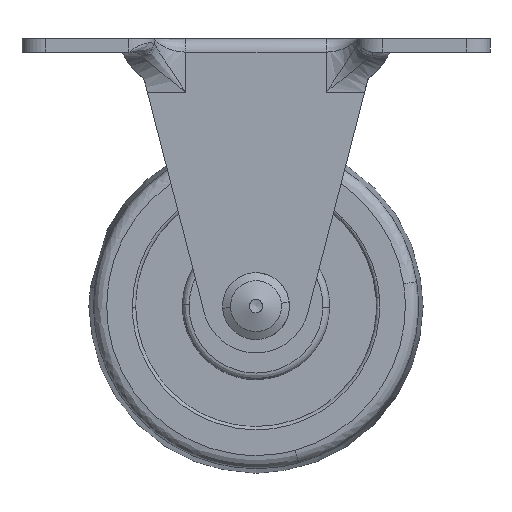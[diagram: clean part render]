
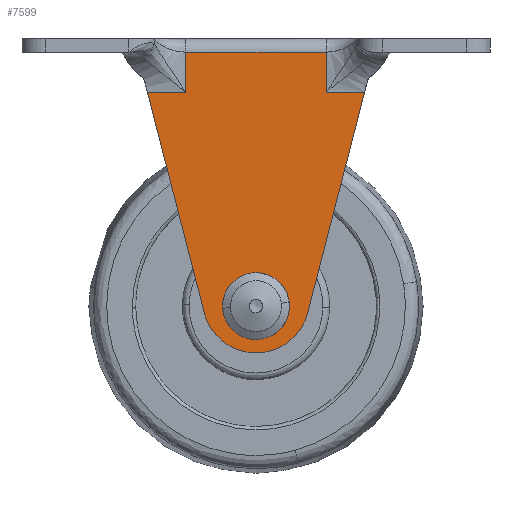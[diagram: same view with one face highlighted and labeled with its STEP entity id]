
A CAD part, front view. The second image highlights one B-rep face of the part: STEP entity #7599.
In plain terms, the highlighted free-form (B-spline) face has degree [1, 1] with [2, 2] control points.
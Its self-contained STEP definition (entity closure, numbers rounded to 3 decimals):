
#2358=CARTESIAN_POINT('',(3.24,-15.0,14.755));
#2359=VERTEX_POINT('',#2358);
#2365=CARTESIAN_POINT('',(0.0,-15.0,17.75));
#2366=VERTEX_POINT('',#2365);
#2367=CARTESIAN_POINT('',(0.0,-15.0,17.75));
#2368=CARTESIAN_POINT('',(3.004,-15.,17.75));
#2369=CARTESIAN_POINT('',(3.24,-15.,14.755));
#2377=(BOUNDED_CURVE()B_SPLINE_CURVE(2,(#2367,#2368,#2369),.UNSPECIFIED.,.F.,.U.)B_SPLINE_CURVE_WITH_KNOTS((3,3),(0.0,0.236),.UNSPECIFIED.)CURVE()GEOMETRIC_REPRESENTATION_ITEM()RATIONAL_B_SPLINE_CURVE((1.0,0.723,0.97))REPRESENTATION_ITEM(''));
#2378=EDGE_CURVE('',#2366,#2359,#2377,.T.);
#2380=CARTESIAN_POINT('',(-3.24,-15.0,14.245));
#2381=VERTEX_POINT('',#2380);
#2382=CARTESIAN_POINT('',(-3.24,-15.,14.245));
#2383=CARTESIAN_POINT('',(-3.25,-15.,14.372));
#2384=CARTESIAN_POINT('',(-3.25,-15.0,14.5));
#2385=CARTESIAN_POINT('',(-3.25,-15.,17.75));
#2386=CARTESIAN_POINT('',(0.0,-15.0,17.75));
#2394=(BOUNDED_CURVE()B_SPLINE_CURVE(2,(#2382,#2383,#2384,#2385,#2386),.UNSPECIFIED.,.F.,.U.)B_SPLINE_CURVE_WITH_KNOTS((3,2,3),(0.736,0.75,1.0),.UNSPECIFIED.)CURVE()GEOMETRIC_REPRESENTATION_ITEM()RATIONAL_B_SPLINE_CURVE((0.97,0.984,1.0,0.707,1.0))REPRESENTATION_ITEM(''));
#2395=EDGE_CURVE('',#2381,#2366,#2394,.T.);
#2471=CARTESIAN_POINT('',(0.0,-15.0,11.25));
#2472=VERTEX_POINT('',#2471);
#2473=CARTESIAN_POINT('',(0.0,-15.0,11.25));
#2474=CARTESIAN_POINT('',(-3.004,-15.,11.25));
#2475=CARTESIAN_POINT('',(-3.24,-15.,14.245));
#2483=(BOUNDED_CURVE()B_SPLINE_CURVE(2,(#2473,#2474,#2475),.UNSPECIFIED.,.F.,.U.)B_SPLINE_CURVE_WITH_KNOTS((3,3),(0.5,0.736),.UNSPECIFIED.)CURVE()GEOMETRIC_REPRESENTATION_ITEM()RATIONAL_B_SPLINE_CURVE((1.0,0.723,0.97))REPRESENTATION_ITEM(''));
#2484=EDGE_CURVE('',#2472,#2381,#2483,.T.);
#2486=CARTESIAN_POINT('',(3.24,-15.,14.755));
#2487=CARTESIAN_POINT('',(3.25,-15.,14.628));
#2488=CARTESIAN_POINT('',(3.25,-15.0,14.5));
#2489=CARTESIAN_POINT('',(3.25,-15.,11.25));
#2490=CARTESIAN_POINT('',(0.0,-15.0,11.25));
#2498=(BOUNDED_CURVE()B_SPLINE_CURVE(2,(#2486,#2487,#2488,#2489,#2490),.UNSPECIFIED.,.F.,.U.)B_SPLINE_CURVE_WITH_KNOTS((3,2,3),(0.236,0.25,0.5),.UNSPECIFIED.)CURVE()GEOMETRIC_REPRESENTATION_ITEM()RATIONAL_B_SPLINE_CURVE((0.97,0.984,1.0,0.707,1.0))REPRESENTATION_ITEM(''));
#2499=EDGE_CURVE('',#2359,#2472,#2498,.T.);
#5546=CARTESIAN_POINT('',(-10.515,-15.,52.5));
#5547=VERTEX_POINT('',#5546);
#5612=CARTESIAN_POINT('',(10.515,-15.0,52.5));
#5613=VERTEX_POINT('',#5612);
#5635=CARTESIAN_POINT('',(10.515,-15.0,52.5));
#5636=CARTESIAN_POINT('',(-10.515,-15.,52.5));
#5637=QUASI_UNIFORM_CURVE('',1,(#5635,#5636),.UNSPECIFIED.,.F.,.U.);
#5638=EDGE_CURVE('',#5613,#5547,#5637,.T.);
#6223=CARTESIAN_POINT('',(10.515,-15.0,46.5));
#6224=VERTEX_POINT('',#6223);
#6436=CARTESIAN_POINT('',(-10.515,-15.,46.5));
#6437=VERTEX_POINT('',#6436);
#6956=CARTESIAN_POINT('',(-10.515,-15.,46.5));
#6957=CARTESIAN_POINT('',(-10.515,-15.,52.5));
#6958=QUASI_UNIFORM_CURVE('',1,(#6956,#6957),.UNSPECIFIED.,.F.,.U.);
#6959=EDGE_CURVE('',#6437,#5547,#6958,.T.);
#6991=CARTESIAN_POINT('',(10.515,-15.0,46.5));
#6992=CARTESIAN_POINT('',(10.515,-15.0,52.5));
#6993=QUASI_UNIFORM_CURVE('',1,(#6991,#6992),.UNSPECIFIED.,.F.,.U.);
#6994=EDGE_CURVE('',#6224,#5613,#6993,.T.);
#7522=CARTESIAN_POINT('',(16.235,-15.0,46.5));
#7523=VERTEX_POINT('',#7522);
#7524=CARTESIAN_POINT('',(10.515,-15.0,46.5));
#7525=CARTESIAN_POINT('',(16.235,-15.0,46.5));
#7526=QUASI_UNIFORM_CURVE('',1,(#7524,#7525),.UNSPECIFIED.,.F.,.U.);
#7527=EDGE_CURVE('',#6224,#7523,#7526,.T.);
#7546=CARTESIAN_POINT('',(-17.857,-15.0,5.252));
#7547=CARTESIAN_POINT('',(-17.857,-15.0,54.748));
#7548=CARTESIAN_POINT('',(17.857,-15.0,5.252));
#7549=CARTESIAN_POINT('',(17.857,-15.0,54.748));
#7550=B_SPLINE_SURFACE_WITH_KNOTS('',1,1,((#7546,#7548),(#7547,#7549)),.UNSPECIFIED.,.F.,.F.,.U.,(2,2),(2,2),(0.0,49.496),(0.0,35.715),.UNSPECIFIED.);
#7551=ORIENTED_EDGE('',*,*,#6994,.T.);
#7552=ORIENTED_EDGE('',*,*,#5638,.T.);
#7553=ORIENTED_EDGE('',*,*,#6959,.F.);
#7554=CARTESIAN_POINT('',(-16.235,-15.0,46.5));
#7555=VERTEX_POINT('',#7554);
#7556=CARTESIAN_POINT('',(-16.235,-15.0,46.5));
#7557=CARTESIAN_POINT('',(-10.515,-15.,46.5));
#7558=QUASI_UNIFORM_CURVE('',1,(#7556,#7557),.UNSPECIFIED.,.F.,.U.);
#7559=EDGE_CURVE('',#7555,#6437,#7558,.T.);
#7560=ORIENTED_EDGE('',*,*,#7559,.F.);
#7561=CARTESIAN_POINT('',(-7.748,-15.0,13.507));
#7562=VERTEX_POINT('',#7561);
#7563=CARTESIAN_POINT('',(-7.748,-15.0,13.507));
#7564=CARTESIAN_POINT('',(-16.235,-15.0,46.5));
#7565=QUASI_UNIFORM_CURVE('',1,(#7563,#7564),.UNSPECIFIED.,.F.,.U.);
#7566=EDGE_CURVE('',#7562,#7555,#7565,.T.);
#7567=ORIENTED_EDGE('',*,*,#7566,.F.);
#7568=CARTESIAN_POINT('',(7.748,-15.0,13.507));
#7569=VERTEX_POINT('',#7568);
#7570=CARTESIAN_POINT('',(7.748,-15.0,13.507));
#7571=CARTESIAN_POINT('',(6.202,-15.0,7.5));
#7572=CARTESIAN_POINT('',(0.,-15.0,7.5));
#7573=CARTESIAN_POINT('',(-6.202,-15.0,7.5));
#7574=CARTESIAN_POINT('',(-7.748,-15.0,13.507));
#7582=(BOUNDED_CURVE()B_SPLINE_CURVE(2,(#7570,#7571,#7572,#7573,#7574),.UNSPECIFIED.,.F.,.U.)B_SPLINE_CURVE_WITH_KNOTS((3,2,3),(0.0,0.5,1.0),.UNSPECIFIED.)CURVE()GEOMETRIC_REPRESENTATION_ITEM()RATIONAL_B_SPLINE_CURVE((1.0,0.79,1.0,0.79,1.0))REPRESENTATION_ITEM(''));
#7583=EDGE_CURVE('',#7569,#7562,#7582,.T.);
#7584=ORIENTED_EDGE('',*,*,#7583,.F.);
#7585=CARTESIAN_POINT('',(16.235,-15.0,46.5));
#7586=CARTESIAN_POINT('',(7.748,-15.0,13.507));
#7587=QUASI_UNIFORM_CURVE('',1,(#7585,#7586),.UNSPECIFIED.,.F.,.U.);
#7588=EDGE_CURVE('',#7523,#7569,#7587,.T.);
#7589=ORIENTED_EDGE('',*,*,#7588,.F.);
#7590=ORIENTED_EDGE('',*,*,#7527,.F.);
#7591=EDGE_LOOP('',(#7551,#7552,#7553,#7560,#7567,#7584,#7589,#7590));
#7592=FACE_OUTER_BOUND('',#7591,.T.);
#7593=ORIENTED_EDGE('',*,*,#2484,.T.);
#7594=ORIENTED_EDGE('',*,*,#2395,.T.);
#7595=ORIENTED_EDGE('',*,*,#2378,.T.);
#7596=ORIENTED_EDGE('',*,*,#2499,.T.);
#7597=EDGE_LOOP('',(#7593,#7594,#7595,#7596));
#7598=FACE_BOUND('',#7597,.T.);
#7599=ADVANCED_FACE('',(#7592,#7598),#7550,.F.);
